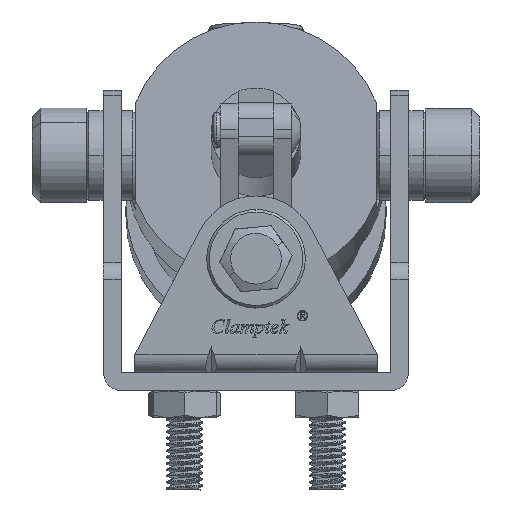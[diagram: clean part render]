
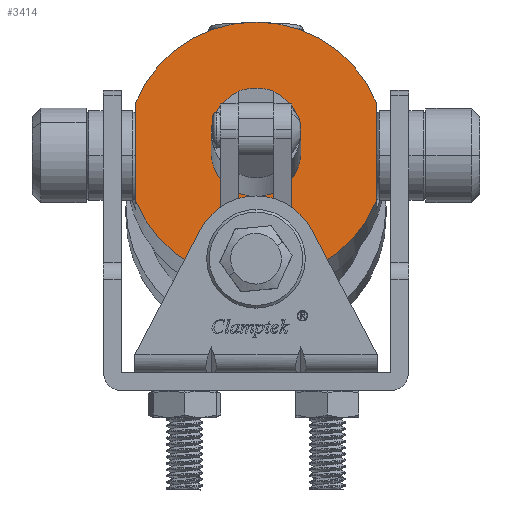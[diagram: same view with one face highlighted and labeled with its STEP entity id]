
A CAD part, left-side view. The second image highlights one B-rep face of the part: STEP entity #3414.
In plain terms, the highlighted face is planar.
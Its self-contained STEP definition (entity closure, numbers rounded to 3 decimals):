
#844 = AXIS2_PLACEMENT_3D ( 'NONE', #1788, #28473, #5630 ) ;
#1311 = CARTESIAN_POINT ( 'NONE',  ( -101., 0., 0. ) ) ;
#1700 = DIRECTION ( 'NONE',  ( 1., 0., 0. ) ) ;
#1788 = CARTESIAN_POINT ( 'NONE',  ( -101., 0., 0. ) ) ;
#2902 = ORIENTED_EDGE ( 'NONE', *, *, #17608, .F. ) ;
#3121 = DIRECTION ( 'NONE',  ( 0., 0., -1. ) ) ;
#3408 = VERTEX_POINT ( 'NONE', #36508 ) ;
#3414 = ADVANCED_FACE ( 'NONE', ( #38136, #26848 ), #36167, .T. ) ;
#4189 = VERTEX_POINT ( 'NONE', #13584 ) ;
#5149 = DIRECTION ( 'NONE',  ( 0., 0., -1. ) ) ;
#5630 = DIRECTION ( 'NONE',  ( 0., 0., -1. ) ) ;
#7199 = DIRECTION ( 'NONE',  ( 0., 0., -1. ) ) ;
#8554 = CARTESIAN_POINT ( 'NONE',  ( -101., 0., 14.5 ) ) ;
#9337 = ORIENTED_EDGE ( 'NONE', *, *, #41949, .T. ) ;
#9537 = ORIENTED_EDGE ( 'NONE', *, *, #46900, .T. ) ;
#9918 = CIRCLE ( 'NONE', #40136, 14.5 ) ;
#10132 = LINE ( 'NONE', #12530, #12555 ) ;
#10904 = VERTEX_POINT ( 'NONE', #48666 ) ;
#12530 = CARTESIAN_POINT ( 'NONE',  ( -101., 13.443, 10. ) ) ;
#12555 = VECTOR ( 'NONE', #32116, 1000. ) ;
#12763 = AXIS2_PLACEMENT_3D ( 'NONE', #35848, #35679, #35517 ) ;
#12795 = EDGE_LOOP ( 'NONE', ( #27540, #9337, #29592, #19757, #2902, #26174 ) ) ;
#13347 = CARTESIAN_POINT ( 'NONE',  ( -101., 0., 0. ) ) ;
#13584 = CARTESIAN_POINT ( 'NONE',  ( -101., 13.443, -5.434 ) ) ;
#13765 = EDGE_CURVE ( 'NONE', #10904, #45930, #47868, .T. ) ;
#15303 = ORIENTED_EDGE ( 'NONE', *, *, #31640, .T. ) ;
#17184 = DIRECTION ( 'NONE',  ( 0., 0., -1. ) ) ;
#17608 = EDGE_CURVE ( 'NONE', #3408, #28979, #48248, .T. ) ;
#17647 = DIRECTION ( 'NONE',  ( 1., 0., 0. ) ) ;
#19757 = ORIENTED_EDGE ( 'NONE', *, *, #25141, .F. ) ;
#19782 = CARTESIAN_POINT ( 'NONE',  ( -101., 0., 5. ) ) ;
#20144 = CIRCLE ( 'NONE', #20356, 5. ) ;
#20356 = AXIS2_PLACEMENT_3D ( 'NONE', #24605, #1700, #28386 ) ;
#20986 = CARTESIAN_POINT ( 'NONE',  ( -101., 0., -14.5 ) ) ;
#23016 = CARTESIAN_POINT ( 'NONE',  ( -101., -13.443, -5.434 ) ) ;
#24605 = CARTESIAN_POINT ( 'NONE',  ( -101., 0., 0. ) ) ;
#25141 = EDGE_CURVE ( 'NONE', #28979, #26850, #9918, .T. ) ;
#25767 = VECTOR ( 'NONE', #7199, 1000. ) ;
#25986 = DIRECTION ( 'NONE',  ( 1., 0., 0. ) ) ;
#26106 = AXIS2_PLACEMENT_3D ( 'NONE', #40388, #17647, #44209 ) ;
#26174 = ORIENTED_EDGE ( 'NONE', *, *, #38369, .F. ) ;
#26848 = FACE_OUTER_BOUND ( 'NONE', #12795, .T. ) ;
#26850 = VERTEX_POINT ( 'NONE', #20986 ) ;
#27540 = ORIENTED_EDGE ( 'NONE', *, *, #13765, .F. ) ;
#27607 = EDGE_LOOP ( 'NONE', ( #15303, #9537 ) ) ;
#27991 = DIRECTION ( 'NONE',  ( 1., 0., 0. ) ) ;
#28386 = DIRECTION ( 'NONE',  ( 0., 0., -1. ) ) ;
#28473 = DIRECTION ( 'NONE',  ( 1., 0., 0. ) ) ;
#28979 = VERTEX_POINT ( 'NONE', #23016 ) ;
#29592 = ORIENTED_EDGE ( 'NONE', *, *, #33235, .F. ) ;
#30019 = CARTESIAN_POINT ( 'NONE',  ( -101., -13.443, 10. ) ) ;
#30913 = VERTEX_POINT ( 'NONE', #19782 ) ;
#31640 = EDGE_CURVE ( 'NONE', #37095, #30913, #32554, .T. ) ;
#32116 = DIRECTION ( 'NONE',  ( 0., 0., -1. ) ) ;
#32554 = CIRCLE ( 'NONE', #36765, 5. ) ;
#33235 = EDGE_CURVE ( 'NONE', #26850, #4189, #44933, .T. ) ;
#34422 = CARTESIAN_POINT ( 'NONE',  ( -101., 0., -5. ) ) ;
#35517 = DIRECTION ( 'NONE',  ( 0., 0., 1. ) ) ;
#35679 = DIRECTION ( 'NONE',  ( -1., 0., 0. ) ) ;
#35848 = CARTESIAN_POINT ( 'NONE',  ( -101., 14.5, 0. ) ) ;
#36167 = PLANE ( 'NONE',  #12763 ) ;
#36508 = CARTESIAN_POINT ( 'NONE',  ( -101., -13.443, 5.434 ) ) ;
#36765 = AXIS2_PLACEMENT_3D ( 'NONE', #13347, #39942, #17184 ) ;
#37095 = VERTEX_POINT ( 'NONE', #34422 ) ;
#38136 = FACE_BOUND ( 'NONE', #27607, .T. ) ;
#38369 = EDGE_CURVE ( 'NONE', #45930, #3408, #47128, .T. ) ;
#39942 = DIRECTION ( 'NONE',  ( 1., 0., 0. ) ) ;
#40136 = AXIS2_PLACEMENT_3D ( 'NONE', #48642, #25986, #3121 ) ;
#40388 = CARTESIAN_POINT ( 'NONE',  ( -101., 0., 0. ) ) ;
#41298 = AXIS2_PLACEMENT_3D ( 'NONE', #1311, #27991, #5149 ) ;
#41949 = EDGE_CURVE ( 'NONE', #10904, #4189, #10132, .T. ) ;
#44209 = DIRECTION ( 'NONE',  ( 0., 0., -1. ) ) ;
#44933 = CIRCLE ( 'NONE', #41298, 14.5 ) ;
#45930 = VERTEX_POINT ( 'NONE', #8554 ) ;
#46900 = EDGE_CURVE ( 'NONE', #30913, #37095, #20144, .T. ) ;
#47128 = CIRCLE ( 'NONE', #26106, 14.5 ) ;
#47868 = CIRCLE ( 'NONE', #844, 14.5 ) ;
#48248 = LINE ( 'NONE', #30019, #25767 ) ;
#48642 = CARTESIAN_POINT ( 'NONE',  ( -101., 0., 0. ) ) ;
#48666 = CARTESIAN_POINT ( 'NONE',  ( -101., 13.443, 5.434 ) ) ;
